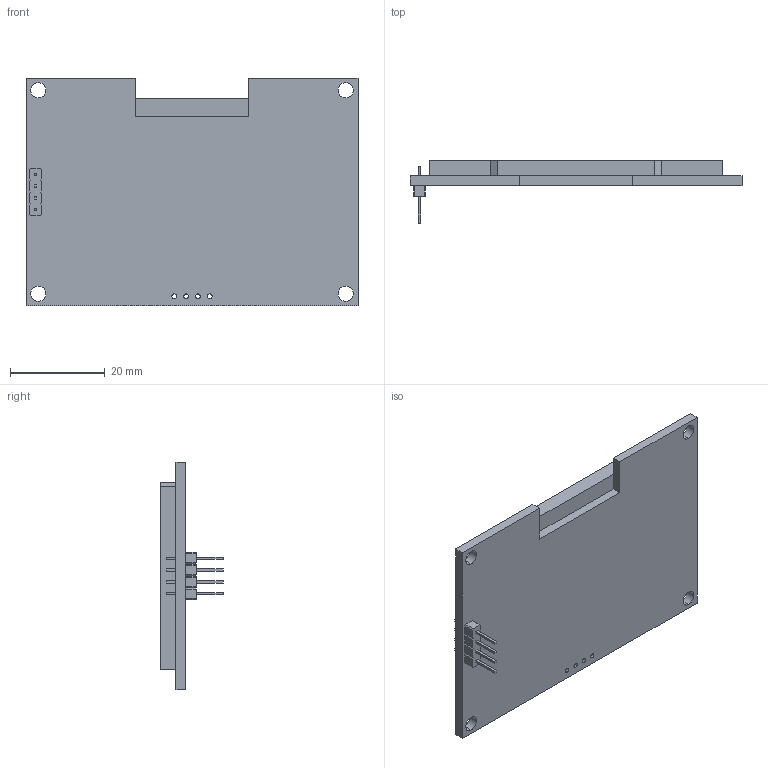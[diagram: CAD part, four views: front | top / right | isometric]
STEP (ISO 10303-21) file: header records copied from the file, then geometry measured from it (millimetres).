
FILE_DESCRIPTION (( 'STEP AP214' ), '1' );
FILE_NAME ('OLED_128x64_.STEP', '2025-06-26T06:19:38', ( '' ), ( '' ), 'SwSTEP 2.0', 'SolidWorks 2025', '' );
FILE_SCHEMA (( 'AUTOMOTIVE_DESIGN' ));
Length unit declared in the file: millimetre
Products named in the file (1): OLED_128x64_
Bounding box: 70.2 x 13.23 x 48.1 mm (x, y, z)
Volume: 8767.8 mm3; surface area: 8513 mm2
Topology: 2 solids, 2 shells, 117 faces, 310 edges, 206 vertices
Faces by surface type: plane 93, cylinder 24
Entity records: 3676 total; most frequent: CARTESIAN_POINT 634, ORIENTED_EDGE 620, DIRECTION 594, EDGE_CURVE 310, LINE 262, VECTOR 262, VERTEX_POINT 206, AXIS2_PLACEMENT_3D 166
